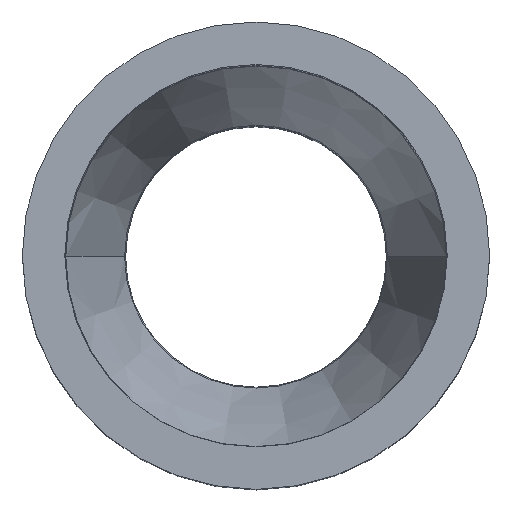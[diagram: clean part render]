
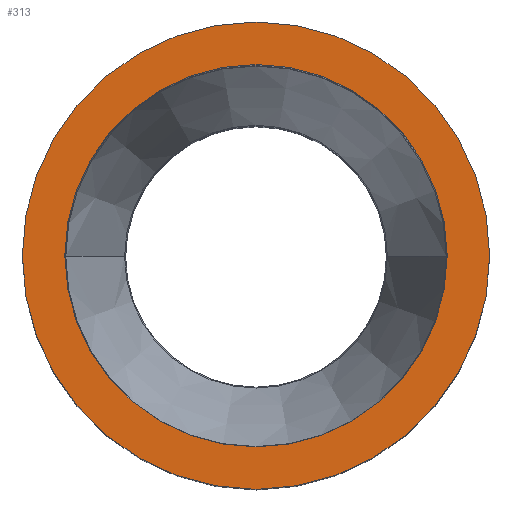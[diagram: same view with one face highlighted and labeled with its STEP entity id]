
A CAD part, top view. The second image highlights one B-rep face of the part: STEP entity #313.
In plain terms, the highlighted planar face has unit normal (0, 0, 1).
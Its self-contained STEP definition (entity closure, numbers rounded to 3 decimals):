
#12 = CARTESIAN_POINT ( 'NONE',  ( 55., 0., 110.289 ) ) ;
#20 = DIRECTION ( 'NONE',  ( 0., 0., -1. ) ) ;
#22 = FACE_OUTER_BOUND ( 'NONE', #385, .T. ) ;
#39 = DIRECTION ( 'NONE',  ( -1., 0., 0. ) ) ;
#60 = VERTEX_POINT ( 'NONE', #573 ) ;
#68 = DIRECTION ( 'NONE',  ( 0., 0., -1. ) ) ;
#90 = CARTESIAN_POINT ( 'NONE',  ( -55., 0., 110.289 ) ) ;
#131 = EDGE_LOOP ( 'NONE', ( #599, #528 ) ) ;
#145 = EDGE_CURVE ( 'NONE', #603, #272, #477, .T. ) ;
#151 = FACE_BOUND ( 'NONE', #131, .T. ) ;
#156 = AXIS2_PLACEMENT_3D ( 'NONE', #372, #246, #578 ) ;
#164 = CIRCLE ( 'NONE', #363, 45. ) ;
#212 = ORIENTED_EDGE ( 'NONE', *, *, #386, .F. ) ;
#246 = DIRECTION ( 'NONE',  ( 0., 0., 1. ) ) ;
#272 = VERTEX_POINT ( 'NONE', #12 ) ;
#282 = DIRECTION ( 'NONE',  ( -1., 0., 0. ) ) ;
#287 = AXIS2_PLACEMENT_3D ( 'NONE', #329, #68, #371 ) ;
#291 = PLANE ( 'NONE',  #156 ) ;
#313 = ADVANCED_FACE ( 'NONE', ( #151, #22 ), #291, .T. ) ;
#329 = CARTESIAN_POINT ( 'NONE',  ( 0., 0., 110.289 ) ) ;
#342 = CARTESIAN_POINT ( 'NONE',  ( 0., 0., 110.289 ) ) ;
#361 = VERTEX_POINT ( 'NONE', #634 ) ;
#363 = AXIS2_PLACEMENT_3D ( 'NONE', #432, #571, #282 ) ;
#371 = DIRECTION ( 'NONE',  ( -1., 0., 0. ) ) ;
#372 = CARTESIAN_POINT ( 'NONE',  ( -45., 0., 110.289 ) ) ;
#385 = EDGE_LOOP ( 'NONE', ( #396, #212 ) ) ;
#386 = EDGE_CURVE ( 'NONE', #272, #603, #540, .T. ) ;
#396 = ORIENTED_EDGE ( 'NONE', *, *, #145, .F. ) ;
#432 = CARTESIAN_POINT ( 'NONE',  ( 0., 0., 110.289 ) ) ;
#437 = EDGE_CURVE ( 'NONE', #60, #361, #164, .T. ) ;
#477 = CIRCLE ( 'NONE', #515, 55. ) ;
#481 = DIRECTION ( 'NONE',  ( 0., 0., -1. ) ) ;
#515 = AXIS2_PLACEMENT_3D ( 'NONE', #342, #20, #520 ) ;
#520 = DIRECTION ( 'NONE',  ( -1., 0., 0. ) ) ;
#528 = ORIENTED_EDGE ( 'NONE', *, *, #636, .T. ) ;
#540 = CIRCLE ( 'NONE', #287, 55. ) ;
#557 = AXIS2_PLACEMENT_3D ( 'NONE', #596, #481, #39 ) ;
#571 = DIRECTION ( 'NONE',  ( 0., 0., -1. ) ) ;
#573 = CARTESIAN_POINT ( 'NONE',  ( -45., 0., 110.289 ) ) ;
#578 = DIRECTION ( 'NONE',  ( 1., 0., 0. ) ) ;
#582 = CIRCLE ( 'NONE', #557, 45. ) ;
#596 = CARTESIAN_POINT ( 'NONE',  ( 0., 0., 110.289 ) ) ;
#599 = ORIENTED_EDGE ( 'NONE', *, *, #437, .T. ) ;
#603 = VERTEX_POINT ( 'NONE', #90 ) ;
#634 = CARTESIAN_POINT ( 'NONE',  ( 45., 0., 110.289 ) ) ;
#636 = EDGE_CURVE ( 'NONE', #361, #60, #582, .T. ) ;
